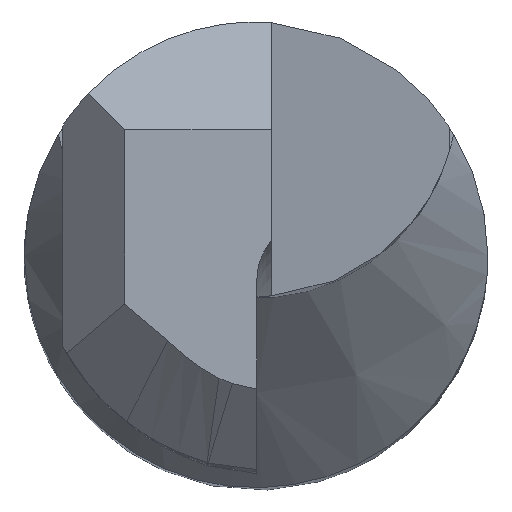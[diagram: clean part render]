
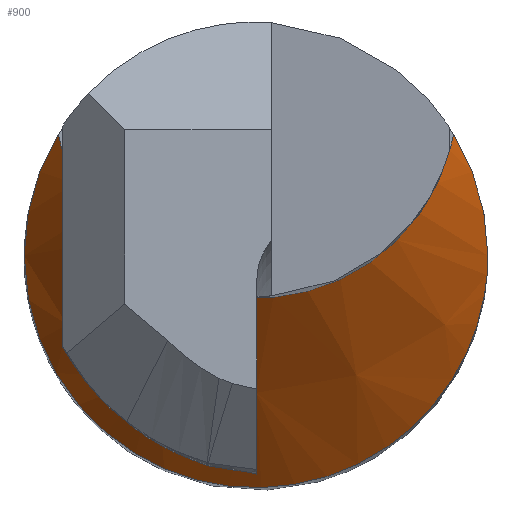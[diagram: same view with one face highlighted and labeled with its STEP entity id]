
A CAD part, top view. The second image highlights one B-rep face of the part: STEP entity #900.
In plain terms, the highlighted conical face has half-angle 45 degrees and reference radius 9.05 mm.
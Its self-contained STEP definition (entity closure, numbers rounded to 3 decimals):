
#13 = CARTESIAN_POINT ( 'NONE',  ( 1.893, -2.336, -17.173 ) ) ;
#23 = DIRECTION ( 'NONE',  ( 1., 0., 0. ) ) ;
#26 = DIRECTION ( 'NONE',  ( 0., 0., 1. ) ) ;
#34 = AXIS2_PLACEMENT_3D ( 'NONE', #271, #462, #670 ) ;
#39 = EDGE_CURVE ( 'NONE', #646, #603, #1124, .T. ) ;
#72 = CARTESIAN_POINT ( 'NONE',  ( -2.648, -1.424, -16.764 ) ) ;
#102 = CARTESIAN_POINT ( 'NONE',  ( 3., -0.36, -16.237 ) ) ;
#104 = CARTESIAN_POINT ( 'NONE',  ( -3., 0.282, -15.875 ) ) ;
#137 = EDGE_CURVE ( 'NONE', #535, #718, #406, .T. ) ;
#166 = B_SPLINE_CURVE_WITH_KNOTS ( 'NONE', 3,
 ( #957, #530, #757, #1156, #1250, #963 ),
 .UNSPECIFIED., .F., .F.,
 ( 4, 2, 4 ),
 ( 0.012, 0.013, 0.014 ),
 .UNSPECIFIED. ) ;
#167 = CARTESIAN_POINT ( 'NONE',  ( 0., 2.05, -15. ) ) ;
#185 = CARTESIAN_POINT ( 'NONE',  ( -2.556, 1.571, -15. ) ) ;
#187 = VERTEX_POINT ( 'NONE', #305 ) ;
#193 = EDGE_CURVE ( 'NONE', #1176, #535, #1030, .T. ) ;
#201 = CARTESIAN_POINT ( 'NONE',  ( -2.732, -1.254, -16.684 ) ) ;
#205 = CARTESIAN_POINT ( 'NONE',  ( 0.408, -2.979, -17.442 ) ) ;
#214 = CARTESIAN_POINT ( 'NONE',  ( -2.556, 1.571, -15. ) ) ;
#216 = CIRCLE ( 'NONE', #681, 2.6 ) ;
#225 = CARTESIAN_POINT ( 'NONE',  ( 2.318, -1.915, -16.989 ) ) ;
#271 = CARTESIAN_POINT ( 'NONE',  ( 0., 2.05, -15. ) ) ;
#274 = EDGE_CURVE ( 'NONE', #718, #603, #166, .T. ) ;
#288 = CARTESIAN_POINT ( 'NONE',  ( -3., 0., -16.034 ) ) ;
#305 = CARTESIAN_POINT ( 'NONE',  ( -2.506, 1.356, -15. ) ) ;
#312 = CARTESIAN_POINT ( 'NONE',  ( 1.564, -2.568, -17.272 ) ) ;
#369 = AXIS2_PLACEMENT_3D ( 'NONE', #1120, #1315, #706 ) ;
#386 = CARTESIAN_POINT ( 'NONE',  ( -2.054, -2.195, -17.112 ) ) ;
#389 = ORIENTED_EDGE ( 'NONE', *, *, #137, .T. ) ;
#395 = AXIS2_PLACEMENT_3D ( 'NONE', #747, #26, #23 ) ;
#399 = CARTESIAN_POINT ( 'NONE',  ( -2.444, -1.75, -16.915 ) ) ;
#401 = CONICAL_SURFACE ( 'NONE', #369, 9.05, 0.785 ) ;
#406 = B_SPLINE_CURVE_WITH_KNOTS ( 'NONE', 3,
 ( #695, #1216, #1006, #1018, #712, #201, #72, #399, #816, #386, #920, #589, #1305, #1119, #507, #602, #1321, #716, #205, #525, #736, #1134, #312, #13, #1142, #225, #418, #522, #1231, #1233, #102, #615 ),
 .UNSPECIFIED., .F., .F.,
 ( 4, 2, 2, 2, 2, 2, 2, 2, 2, 2, 2, 2, 2, 2, 2, 4 ),
 ( 0.002, 0.003, 0.003, 0.004, 0.004, 0.005, 0.006, 0.006, 0.007, 0.007, 0.008, 0.009, 0.009, 0.01, 0.011, 0.012 ),
 .UNSPECIFIED. ) ;
#414 = CARTESIAN_POINT ( 'NONE',  ( -2.808, 1.091, -15.36 ) ) ;
#418 = CARTESIAN_POINT ( 'NONE',  ( 2.437, -1.761, -16.92 ) ) ;
#422 = ORIENTED_EDGE ( 'NONE', *, *, #193, .T. ) ;
#462 = DIRECTION ( 'NONE',  ( 0., 0., 1. ) ) ;
#489 = ORIENTED_EDGE ( 'NONE', *, *, #511, .F. ) ;
#507 = CARTESIAN_POINT ( 'NONE',  ( -0.831, -2.89, -17.405 ) ) ;
#511 = EDGE_CURVE ( 'NONE', #187, #646, #216, .T. ) ;
#518 = CARTESIAN_POINT ( 'NONE',  ( -3., 0., -16.034 ) ) ;
#522 = CARTESIAN_POINT ( 'NONE',  ( 2.643, -1.432, -16.768 ) ) ;
#525 = CARTESIAN_POINT ( 'NONE',  ( 0.812, -2.895, -17.407 ) ) ;
#530 = CARTESIAN_POINT ( 'NONE',  ( 3., 0.283, -15.874 ) ) ;
#535 = VERTEX_POINT ( 'NONE', #288 ) ;
#575 = DIRECTION ( 'NONE',  ( 0., 0., 1. ) ) ;
#589 = CARTESIAN_POINT ( 'NONE',  ( -1.578, -2.559, -17.268 ) ) ;
#602 = CARTESIAN_POINT ( 'NONE',  ( -0.423, -2.977, -17.441 ) ) ;
#603 = VERTEX_POINT ( 'NONE', #612 ) ;
#612 = CARTESIAN_POINT ( 'NONE',  ( 2.556, 1.571, -15. ) ) ;
#615 = CARTESIAN_POINT ( 'NONE',  ( 3., 0., -16.034 ) ) ;
#619 = CARTESIAN_POINT ( 'NONE',  ( -2.698, 1.339, -15.183 ) ) ;
#646 = VERTEX_POINT ( 'NONE', #840 ) ;
#670 = DIRECTION ( 'NONE',  ( 1., 0., 0. ) ) ;
#681 = AXIS2_PLACEMENT_3D ( 'NONE', #167, #575, #989 ) ;
#695 = CARTESIAN_POINT ( 'NONE',  ( -3., 0., -16.034 ) ) ;
#706 = DIRECTION ( 'NONE',  ( -1., 0., 0. ) ) ;
#712 = CARTESIAN_POINT ( 'NONE',  ( -2.867, -0.904, -16.513 ) ) ;
#716 = CARTESIAN_POINT ( 'NONE',  ( 0.197, -3.001, -17.45 ) ) ;
#718 = VERTEX_POINT ( 'NONE', #1049 ) ;
#728 = CARTESIAN_POINT ( 'NONE',  ( -2.959, 0.564, -15.705 ) ) ;
#736 = CARTESIAN_POINT ( 'NONE',  ( 1.008, -2.833, -17.382 ) ) ;
#747 = CARTESIAN_POINT ( 'NONE',  ( 0., 2.05, -15. ) ) ;
#757 = CARTESIAN_POINT ( 'NONE',  ( 2.959, 0.564, -15.704 ) ) ;
#807 = ORIENTED_EDGE ( 'NONE', *, *, #1299, .F. ) ;
#816 = CARTESIAN_POINT ( 'NONE',  ( -2.323, -1.908, -16.986 ) ) ;
#840 = CARTESIAN_POINT ( 'NONE',  ( 2.506, 1.356, -15. ) ) ;
#900 = ADVANCED_FACE ( 'NONE', ( #1204 ), #401, .T. ) ;
#920 = CARTESIAN_POINT ( 'NONE',  ( -1.906, -2.326, -17.169 ) ) ;
#957 = CARTESIAN_POINT ( 'NONE',  ( 3., 0., -16.034 ) ) ;
#963 = CARTESIAN_POINT ( 'NONE',  ( 2.556, 1.571, -15. ) ) ;
#989 = DIRECTION ( 'NONE',  ( 1., 0., 0. ) ) ;
#998 = CIRCLE ( 'NONE', #395, 2.6 ) ;
#1006 = CARTESIAN_POINT ( 'NONE',  ( -2.984, -0.359, -16.232 ) ) ;
#1018 = CARTESIAN_POINT ( 'NONE',  ( -2.918, -0.721, -16.421 ) ) ;
#1030 = B_SPLINE_CURVE_WITH_KNOTS ( 'NONE', 3,
 ( #214, #619, #414, #728, #104, #518 ),
 .UNSPECIFIED., .F., .F.,
 ( 4, 2, 4 ),
 ( 0., 0.001, 0.002 ),
 .UNSPECIFIED. ) ;
#1049 = CARTESIAN_POINT ( 'NONE',  ( 3., 0., -16.034 ) ) ;
#1119 = CARTESIAN_POINT ( 'NONE',  ( -1.026, -2.827, -17.379 ) ) ;
#1120 = CARTESIAN_POINT ( 'NONE',  ( 0., 2.05, -21.45 ) ) ;
#1124 = CIRCLE ( 'NONE', #34, 2.6 ) ;
#1133 = ORIENTED_EDGE ( 'NONE', *, *, #274, .T. ) ;
#1134 = CARTESIAN_POINT ( 'NONE',  ( 1.386, -2.668, -17.314 ) ) ;
#1142 = CARTESIAN_POINT ( 'NONE',  ( 2.046, -2.203, -17.116 ) ) ;
#1156 = CARTESIAN_POINT ( 'NONE',  ( 2.808, 1.091, -15.359 ) ) ;
#1176 = VERTEX_POINT ( 'NONE', #185 ) ;
#1204 = FACE_OUTER_BOUND ( 'NONE', #1251, .T. ) ;
#1216 = CARTESIAN_POINT ( 'NONE',  ( -3., -0.179, -16.135 ) ) ;
#1231 = CARTESIAN_POINT ( 'NONE',  ( 2.73, -1.259, -16.686 ) ) ;
#1233 = CARTESIAN_POINT ( 'NONE',  ( 2.934, -0.732, -16.429 ) ) ;
#1238 = ORIENTED_EDGE ( 'NONE', *, *, #39, .F. ) ;
#1250 = CARTESIAN_POINT ( 'NONE',  ( 2.698, 1.339, -15.183 ) ) ;
#1251 = EDGE_LOOP ( 'NONE', ( #807, #422, #389, #1133, #1238, #489 ) ) ;
#1299 = EDGE_CURVE ( 'NONE', #1176, #187, #998, .T. ) ;
#1305 = CARTESIAN_POINT ( 'NONE',  ( -1.398, -2.662, -17.311 ) ) ;
#1315 = DIRECTION ( 'NONE',  ( 0., 0., -1. ) ) ;
#1321 = CARTESIAN_POINT ( 'NONE',  ( -0.216, -2.999, -17.45 ) ) ;
